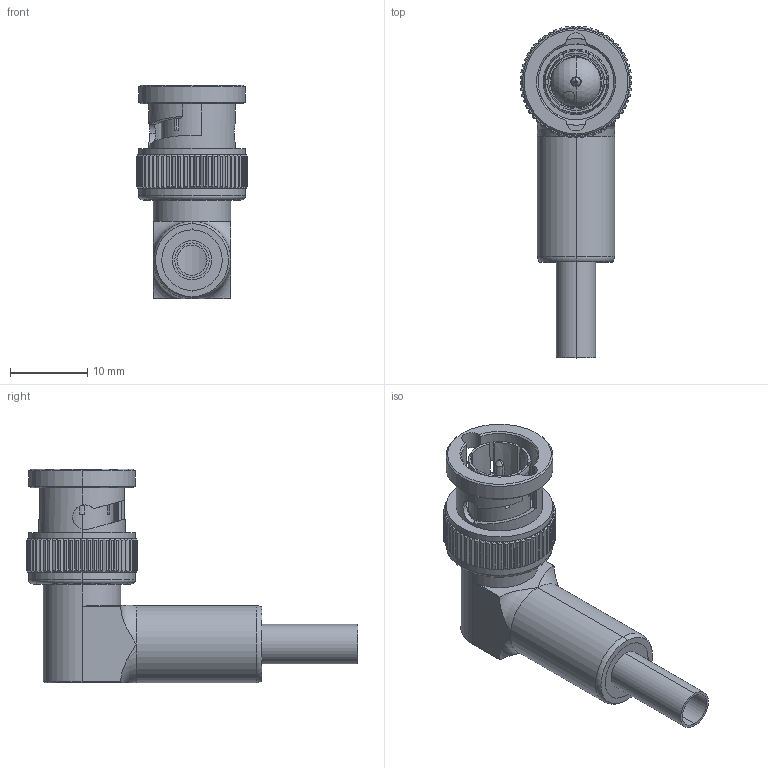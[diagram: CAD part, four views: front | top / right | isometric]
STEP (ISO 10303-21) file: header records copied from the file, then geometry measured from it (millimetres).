
FILE_DESCRIPTION (( 'STEP AP214' ), '1' );
FILE_NAME ('10-104-B126-EF1.STEP', '2025-04-11T08:29:08', ( '' ), ( '' ), 'SwSTEP 2.0', 'SolidWorks 2024', '' );
FILE_SCHEMA (( 'AUTOMOTIVE_DESIGN' ));
Length unit declared in the file: millimetre
Products named in the file (1): 10-104-B126-EF1
Bounding box: 14.48 x 42.94 x 27.63 mm (x, y, z)
Surface area: 3165.3 mm2 (no closed solid volume)
Topology: 0 solids, 10 shells, 432 faces, 1261 edges, 832 vertices
Faces by surface type: plane 168, cone 148, cylinder 98, torus 16, sphere 2
Entity records: 14809 total; most frequent: CARTESIAN_POINT 3647, ORIENTED_EDGE 2444, DIRECTION 2218, EDGE_CURVE 1261, AXIS2_PLACEMENT_3D 833, VERTEX_POINT 832, LINE 552, VECTOR 552
